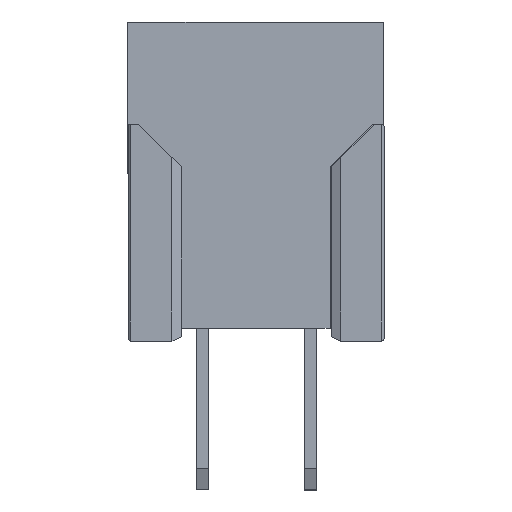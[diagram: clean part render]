
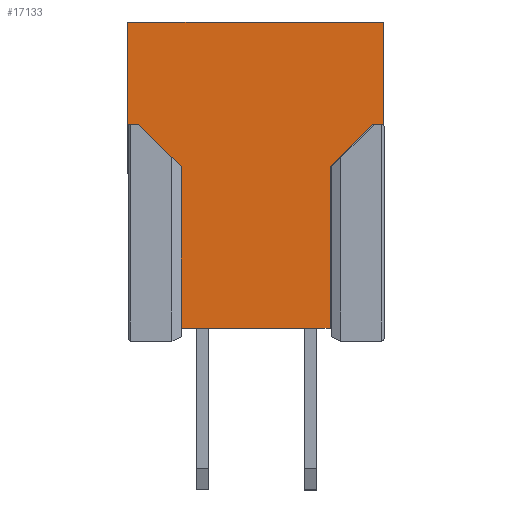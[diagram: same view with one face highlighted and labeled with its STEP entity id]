
A CAD part, left-side view. The second image highlights one B-rep face of the part: STEP entity #17133.
In plain terms, the highlighted face is planar.
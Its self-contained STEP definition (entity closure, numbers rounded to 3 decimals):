
#326 = VERTEX_POINT ( 'NONE', #18969 ) ;
#801 = VERTEX_POINT ( 'NONE', #11591 ) ;
#972 = ORIENTED_EDGE ( 'NONE', *, *, #17404, .F. ) ;
#1116 = ORIENTED_EDGE ( 'NONE', *, *, #14505, .T. ) ;
#1264 = VERTEX_POINT ( 'NONE', #5249 ) ;
#2074 = PLANE ( 'NONE',  #20312 ) ;
#2947 = VECTOR ( 'NONE', #11442, 1000. ) ;
#3366 = VERTEX_POINT ( 'NONE', #13587 ) ;
#3779 = CARTESIAN_POINT ( 'NONE',  ( 12.445, 3., 0. ) ) ;
#3782 = VECTOR ( 'NONE', #25038, 1000. ) ;
#4259 = LINE ( 'NONE', #15220, #6764 ) ;
#5249 = CARTESIAN_POINT ( 'NONE',  ( 12.445, 3., 2.4 ) ) ;
#5520 = FACE_OUTER_BOUND ( 'NONE', #32284, .T. ) ;
#5909 = LINE ( 'NONE', #26758, #33482 ) ;
#6565 = ORIENTED_EDGE ( 'NONE', *, *, #17244, .F. ) ;
#6764 = VECTOR ( 'NONE', #33673, 1000. ) ;
#7060 = DIRECTION ( 'NONE',  ( 0., -0.708, 0.706 ) ) ;
#7147 = CARTESIAN_POINT ( 'NONE',  ( 12.445, -1.75, 7.2 ) ) ;
#7353 = ORIENTED_EDGE ( 'NONE', *, *, #17204, .F. ) ;
#7406 = DIRECTION ( 'NONE',  ( 0., 0., 1. ) ) ;
#7497 = CARTESIAN_POINT ( 'NONE',  ( 12.445, -2.75, 2.4 ) ) ;
#8449 = LINE ( 'NONE', #25419, #22108 ) ;
#9609 = CARTESIAN_POINT ( 'NONE',  ( 12.445, 3., 7.2 ) ) ;
#10576 = LINE ( 'NONE', #20669, #31882 ) ;
#10727 = CARTESIAN_POINT ( 'NONE',  ( 12.445, 1.75, 7.2 ) ) ;
#10848 = DIRECTION ( 'NONE',  ( 0., 0., 1. ) ) ;
#11187 = VERTEX_POINT ( 'NONE', #25460 ) ;
#11442 = DIRECTION ( 'NONE',  ( 0., -0.708, -0.706 ) ) ;
#11591 = CARTESIAN_POINT ( 'NONE',  ( 12.445, 1.75, 7.2 ) ) ;
#11960 = DIRECTION ( 'NONE',  ( 0., 1., 0. ) ) ;
#12795 = VERTEX_POINT ( 'NONE', #7497 ) ;
#12819 = VERTEX_POINT ( 'NONE', #7147 ) ;
#13587 = CARTESIAN_POINT ( 'NONE',  ( 12.445, -1.75, 3.398 ) ) ;
#14505 = EDGE_CURVE ( 'NONE', #326, #20255, #19138, .T. ) ;
#15220 = CARTESIAN_POINT ( 'NONE',  ( 12.445, 1.75, 2.4 ) ) ;
#16582 = LINE ( 'NONE', #17113, #3782 ) ;
#16944 = EDGE_CURVE ( 'NONE', #12819, #801, #8449, .T. ) ;
#17001 = EDGE_CURVE ( 'NONE', #34580, #1264, #4259, .T. ) ;
#17046 = EDGE_CURVE ( 'NONE', #34580, #11187, #10576, .T. ) ;
#17113 = CARTESIAN_POINT ( 'NONE',  ( 12.445, -3., 2.4 ) ) ;
#17133 = ADVANCED_FACE ( 'NONE', ( #5520 ), #2074, .F. ) ;
#17204 = EDGE_CURVE ( 'NONE', #801, #11187, #21248, .T. ) ;
#17244 = EDGE_CURVE ( 'NONE', #3366, #12819, #5909, .T. ) ;
#17352 = EDGE_CURVE ( 'NONE', #3366, #12795, #30592, .T. ) ;
#17404 = EDGE_CURVE ( 'NONE', #20617, #12795, #16582, .T. ) ;
#17508 = EDGE_CURVE ( 'NONE', #20617, #326, #18708, .T. ) ;
#17610 = EDGE_CURVE ( 'NONE', #1264, #20255, #19951, .T. ) ;
#18084 = DIRECTION ( 'NONE',  ( 0., 1., 0. ) ) ;
#18284 = ORIENTED_EDGE ( 'NONE', *, *, #17508, .T. ) ;
#18708 = LINE ( 'NONE', #33203, #24929 ) ;
#18969 = CARTESIAN_POINT ( 'NONE',  ( 12.445, -3., 0. ) ) ;
#19138 = LINE ( 'NONE', #31159, #25342 ) ;
#19951 = LINE ( 'NONE', #9609, #33831 ) ;
#20255 = VERTEX_POINT ( 'NONE', #3779 ) ;
#20312 = AXIS2_PLACEMENT_3D ( 'NONE', #21017, #23683, #7406 ) ;
#20617 = VERTEX_POINT ( 'NONE', #21584 ) ;
#20653 = ORIENTED_EDGE ( 'NONE', *, *, #17001, .F. ) ;
#20669 = CARTESIAN_POINT ( 'NONE',  ( 12.445, 1.75, 3.398 ) ) ;
#21017 = CARTESIAN_POINT ( 'NONE',  ( 12.445, 3., 7.2 ) ) ;
#21248 = LINE ( 'NONE', #10727, #28211 ) ;
#21584 = CARTESIAN_POINT ( 'NONE',  ( 12.445, -3., 2.4 ) ) ;
#22098 = ORIENTED_EDGE ( 'NONE', *, *, #17352, .T. ) ;
#22108 = VECTOR ( 'NONE', #11960, 1000. ) ;
#22846 = DIRECTION ( 'NONE',  ( 0., 0., -1. ) ) ;
#23683 = DIRECTION ( 'NONE',  ( -1., 0., 0. ) ) ;
#24929 = VECTOR ( 'NONE', #22846, 1000. ) ;
#25038 = DIRECTION ( 'NONE',  ( 0., 1., 0. ) ) ;
#25342 = VECTOR ( 'NONE', #18084, 1000. ) ;
#25417 = ORIENTED_EDGE ( 'NONE', *, *, #16944, .F. ) ;
#25419 = CARTESIAN_POINT ( 'NONE',  ( 12.445, 3., 7.2 ) ) ;
#25460 = CARTESIAN_POINT ( 'NONE',  ( 12.445, 1.75, 3.398 ) ) ;
#26321 = CARTESIAN_POINT ( 'NONE',  ( 12.445, 2.75, 2.4 ) ) ;
#26758 = CARTESIAN_POINT ( 'NONE',  ( 12.445, -1.75, 7.2 ) ) ;
#26872 = DIRECTION ( 'NONE',  ( 0., 0., -1. ) ) ;
#28211 = VECTOR ( 'NONE', #26872, 1000. ) ;
#28429 = DIRECTION ( 'NONE',  ( 0., 0., -1. ) ) ;
#29658 = ORIENTED_EDGE ( 'NONE', *, *, #17046, .T. ) ;
#30137 = CARTESIAN_POINT ( 'NONE',  ( 12.445, -1.75, 3.398 ) ) ;
#30592 = LINE ( 'NONE', #30137, #2947 ) ;
#31159 = CARTESIAN_POINT ( 'NONE',  ( 12.445, 3., 0. ) ) ;
#31677 = ORIENTED_EDGE ( 'NONE', *, *, #17610, .F. ) ;
#31882 = VECTOR ( 'NONE', #7060, 1000. ) ;
#32284 = EDGE_LOOP ( 'NONE', ( #20653, #29658, #7353, #25417, #6565, #22098, #972, #18284, #1116, #31677 ) ) ;
#33203 = CARTESIAN_POINT ( 'NONE',  ( 12.445, -3., 7.2 ) ) ;
#33482 = VECTOR ( 'NONE', #10848, 1000. ) ;
#33673 = DIRECTION ( 'NONE',  ( 0., 1., 0. ) ) ;
#33831 = VECTOR ( 'NONE', #28429, 1000. ) ;
#34580 = VERTEX_POINT ( 'NONE', #26321 ) ;
